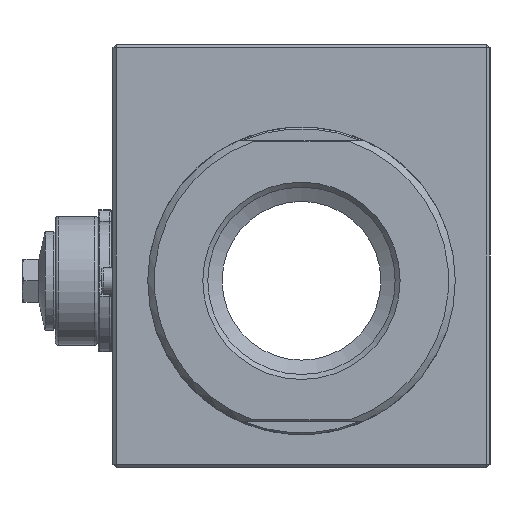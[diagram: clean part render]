
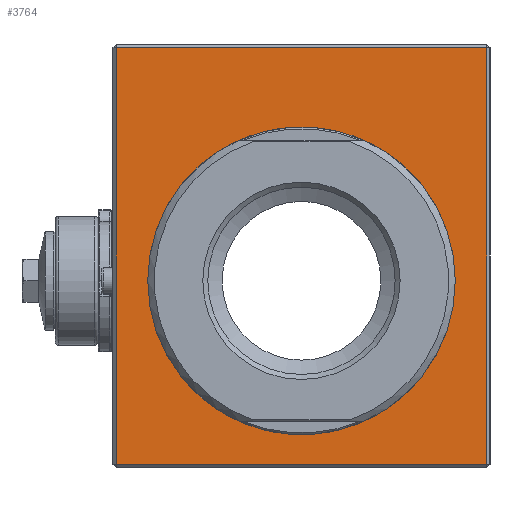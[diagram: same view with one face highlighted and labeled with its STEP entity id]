
A CAD part, left-side view. The second image highlights one B-rep face of the part: STEP entity #3764.
In plain terms, the highlighted planar face has unit normal (-1, 0, 0).
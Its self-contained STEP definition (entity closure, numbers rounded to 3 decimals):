
#507=CIRCLE('',#5049,41.7);
#1456=ORIENTED_EDGE('',*,*,#1999,.T.);
#1457=ORIENTED_EDGE('',*,*,#1954,.T.);
#1458=ORIENTED_EDGE('',*,*,#1945,.T.);
#1459=ORIENTED_EDGE('',*,*,#1962,.T.);
#1460=ORIENTED_EDGE('',*,*,#1973,.T.);
#1945=EDGE_CURVE('',#2313,#2312,#2480,.T.);
#1954=EDGE_CURVE('',#2317,#2313,#2489,.T.);
#1962=EDGE_CURVE('',#2312,#2324,#2497,.T.);
#1973=EDGE_CURVE('',#2324,#2317,#2508,.T.);
#1999=EDGE_CURVE('',#2342,#2342,#507,.T.);
#2312=VERTEX_POINT('',#7655);
#2313=VERTEX_POINT('',#7657);
#2317=VERTEX_POINT('',#7671);
#2324=VERTEX_POINT('',#7690);
#2342=VERTEX_POINT('',#7766);
#2480=LINE('',#7656,#2638);
#2489=LINE('',#7674,#2647);
#2497=LINE('',#7691,#2655);
#2508=LINE('',#7711,#2666);
#2638=VECTOR('',#6101,1000.);
#2647=VECTOR('',#6116,1000.);
#2655=VECTOR('',#6130,1000.);
#2666=VECTOR('',#6151,1000.);
#2998=EDGE_LOOP('',(#1456));
#2999=EDGE_LOOP('',(#1457,#1458,#1459,#1460));
#3373=FACE_BOUND('',#2998,.T.);
#3374=FACE_BOUND('',#2999,.T.);
#3526=PLANE('',#5048);
#3764=ADVANCED_FACE('',(#3373,#3374),#3526,.T.);
#5048=AXIS2_PLACEMENT_3D('',#7764,#6212,#6213);
#5049=AXIS2_PLACEMENT_3D('',#7765,#6214,#6215);
#6101=DIRECTION('',(0.,1.,0.));
#6116=DIRECTION('',(0.,0.,1.));
#6130=DIRECTION('',(0.,0.,-1.));
#6151=DIRECTION('',(0.,-1.,0.));
#6212=DIRECTION('',(-1.,0.,0.));
#6213=DIRECTION('',(0.,0.,1.));
#6214=DIRECTION('',(1.,0.,0.));
#6215=DIRECTION('',(0.,0.,1.));
#7655=CARTESIAN_POINT('',(0.,56.,70.5));
#7656=CARTESIAN_POINT('',(0.,57.,70.5));
#7657=CARTESIAN_POINT('',(0.,-56.,70.5));
#7671=CARTESIAN_POINT('',(0.,-56.,-55.5));
#7674=CARTESIAN_POINT('',(0.,-56.,71.5));
#7690=CARTESIAN_POINT('',(0.,56.,-55.5));
#7691=CARTESIAN_POINT('',(0.,56.,-56.5));
#7711=CARTESIAN_POINT('',(0.,-57.,-55.5));
#7764=CARTESIAN_POINT('',(0.,57.,71.5));
#7765=CARTESIAN_POINT('',(0.,0.,0.));
#7766=CARTESIAN_POINT('',(0.,0.,41.7));
